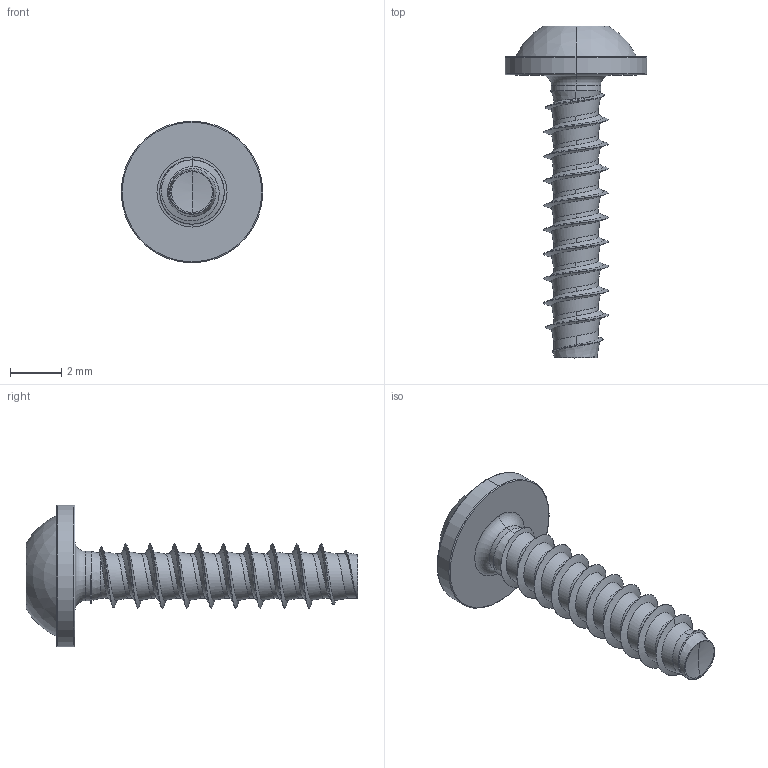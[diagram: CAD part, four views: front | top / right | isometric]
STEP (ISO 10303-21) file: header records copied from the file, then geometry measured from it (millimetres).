
FILE_DESCRIPTION (( 'STEP AP203' ), '1' );
FILE_NAME ('STP380250110.STEP', '2017-08-15T17:29:23', ( '' ), ( '' ), 'SwSTEP 2.0', 'SolidWorks 2015', '' );
FILE_SCHEMA (( 'CONFIG_CONTROL_DESIGN' ));
Length unit declared in the file: millimetre
Products named in the file (1): STP380250110
Bounding box: 5.5 x 12.9 x 5.5 mm (x, y, z)
Volume: 57.5 mm3; surface area: 170.1 mm2
Topology: 1 solids, 1 shells, 106 faces, 263 edges, 160 vertices
Faces by surface type: cylinder 46, bspline 35, cone 10, torus 8, sphere 4, plane 3
Entity records: 19482 total; most frequent: CARTESIAN_POINT 17280, ORIENTED_EDGE 522, DIRECTION 336, EDGE_CURVE 261, VERTEX_POINT 160, AXIS2_PLACEMENT_3D 138, B_SPLINE_CURVE_WITH_KNOTS 113, EDGE_LOOP 109
